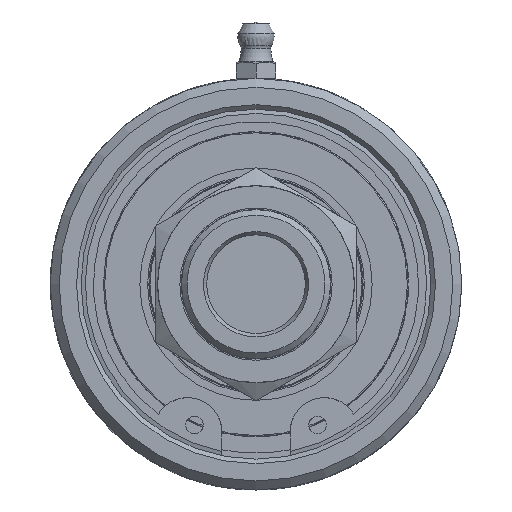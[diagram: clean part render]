
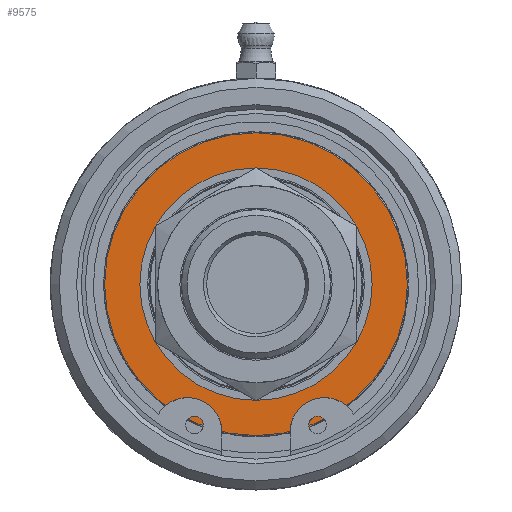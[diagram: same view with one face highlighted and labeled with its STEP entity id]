
A CAD part, left-side view. The second image highlights one B-rep face of the part: STEP entity #9575.
In plain terms, the highlighted planar face has unit normal (-1, 0, 0).
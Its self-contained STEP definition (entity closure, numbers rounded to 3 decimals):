
#269=FACE_BOUND('',#2288,.T.);
#1691=FACE_OUTER_BOUND('',#2287,.T.);
#2287=EDGE_LOOP('',(#8815,#8816));
#2288=EDGE_LOOP('',(#8817,#8818));
#3688=CIRCLE('',#10360,20.6);
#3689=CIRCLE('',#10361,20.6);
#3690=CIRCLE('',#10363,26.85);
#3691=CIRCLE('',#10364,26.85);
#4627=VERTEX_POINT('',#65786);
#4628=VERTEX_POINT('',#65787);
#4629=VERTEX_POINT('',#65792);
#4630=VERTEX_POINT('',#65793);
#6033=EDGE_CURVE('',#4627,#4628,#3688,.T.);
#6034=EDGE_CURVE('',#4628,#4627,#3689,.T.);
#6036=EDGE_CURVE('',#4629,#4630,#3690,.T.);
#6037=EDGE_CURVE('',#4630,#4629,#3691,.T.);
#8815=ORIENTED_EDGE('',*,*,#6036,.F.);
#8816=ORIENTED_EDGE('',*,*,#6037,.F.);
#8817=ORIENTED_EDGE('',*,*,#6033,.T.);
#8818=ORIENTED_EDGE('',*,*,#6034,.T.);
#9049=PLANE('',#10362);
#9575=ADVANCED_FACE('',(#1691,#269),#9049,.T.);
#10360=AXIS2_PLACEMENT_3D('',#65788,#12375,#12376);
#10361=AXIS2_PLACEMENT_3D('',#65789,#12377,#12378);
#10362=AXIS2_PLACEMENT_3D('',#65791,#12380,#12381);
#10363=AXIS2_PLACEMENT_3D('',#65794,#12382,#12383);
#10364=AXIS2_PLACEMENT_3D('',#65795,#12384,#12385);
#12375=DIRECTION('center_axis',(1.,0.,0.));
#12376=DIRECTION('ref_axis',(0.,-1.,0.));
#12377=DIRECTION('center_axis',(1.,0.,0.));
#12378=DIRECTION('ref_axis',(0.,-1.,0.));
#12380=DIRECTION('center_axis',(-1.,0.,0.));
#12381=DIRECTION('ref_axis',(0.,1.,0.));
#12382=DIRECTION('center_axis',(1.,0.,0.));
#12383=DIRECTION('ref_axis',(0.,-1.,0.));
#12384=DIRECTION('center_axis',(1.,0.,0.));
#12385=DIRECTION('ref_axis',(0.,-1.,0.));
#65786=CARTESIAN_POINT('',(38.9,-20.6,0.));
#65787=CARTESIAN_POINT('',(38.9,20.6,0.));
#65788=CARTESIAN_POINT('Origin',(38.9,0.,0.));
#65789=CARTESIAN_POINT('Origin',(38.9,0.,0.));
#65791=CARTESIAN_POINT('Origin',(38.9,-23.725,0.));
#65792=CARTESIAN_POINT('',(38.9,-26.85,0.));
#65793=CARTESIAN_POINT('',(38.9,26.85,0.));
#65794=CARTESIAN_POINT('Origin',(38.9,0.,0.));
#65795=CARTESIAN_POINT('Origin',(38.9,0.,0.));
